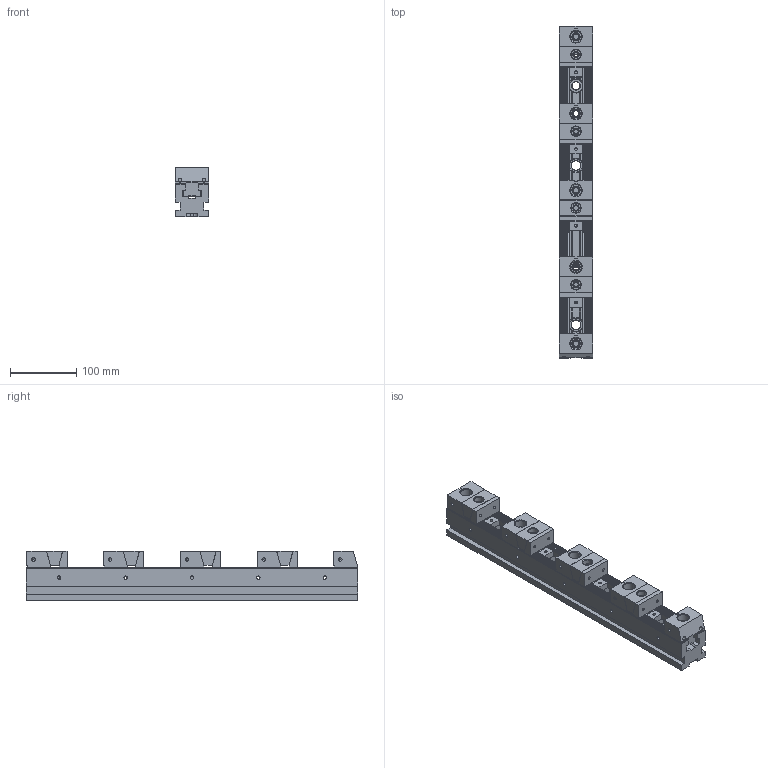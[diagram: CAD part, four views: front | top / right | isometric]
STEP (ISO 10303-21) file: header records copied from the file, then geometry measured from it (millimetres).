
FILE_DESCRIPTION( ( 'Unknown' ), '1' );
FILE_NAME( 'SVF-A-5050-80(4).stp', 'Unknown', ( 'Unknown' ), ( 'Unknown' ), 'PSStep 17.0.49', 'Unknown', ' ' );
FILE_SCHEMA( ( 'AUTOMOTIVE_DESIGN { 1 0 10303 214 1 1 1 1 }' ) );
Length unit declared in the file: millimetre
Products named in the file (12): SVF-A01-50; 1-SVF-ABT-50-2; 1-SVF-A01-50-1; SVF-AB04-50; 1-SVF-AB04-50-2; 1-SVF-AB04-50-1; SVF-AB03-50; 1-SVF-AB03-50-1; 1-SVF-AB03-50-2; 3-SVF-AB03-A01-AB04-50; Assem1; SVF-AB01-5050-080
Assembly tree (15 placements, depth 4):
  Assem1
    SVF-AB01-5050-080
    SVF-AB03-50
      1-SVF-AB03-50-1
      1-SVF-AB03-50-2
    3-SVF-AB03-A01-AB04-50  x4
      SVF-AB03-50
        1-SVF-AB03-50-1
        1-SVF-AB03-50-2
      SVF-A01-50
        1-SVF-ABT-50-2
        1-SVF-A01-50-1
      SVF-AB04-50
        1-SVF-AB04-50-2
        1-SVF-AB04-50-1
Bounding box: 50 x 500 x 74.75 mm (x, y, z)
Volume: 1230216 mm3; surface area: 298140.6 mm2
Topology: 27 solids, 27 shells, 3487 faces, 10337 edges, 6893 vertices
Faces by surface type: plane 3183, cylinder 167, cone 137
Full cylindrical faces by diameter (mm): 3.3 x8, 4.2 x26, 5 x22, 5.4 x10, 5.5 x8, 6.8 x4, 7.5 x10, 8.5 x9, 9 x8, 11 x5, 12 x2, 14 x10, 17 x5, 20 x8
Entity records: 100326 total; most frequent: CARTESIAN_POINT 14787, ORIENTED_EDGE 14374, DIRECTION 12344, EDGE_CURVE 7187, LINE 6842, VECTOR 6842, VERTEX_POINT 4838, AXIS2_PLACEMENT_3D 2751
